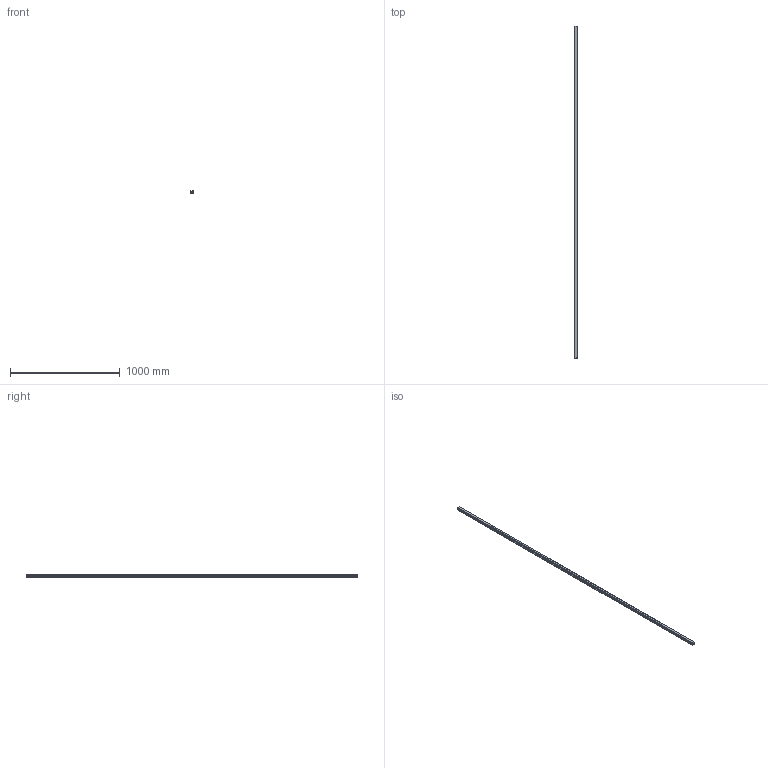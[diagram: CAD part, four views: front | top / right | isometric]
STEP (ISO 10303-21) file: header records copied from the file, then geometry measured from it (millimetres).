
FILE_DESCRIPTION(('STEP AP214'),'1');
FILE_NAME('cctmp_11059D7C-4441-4EEE-96EF-DF589CA5A53F_2021_01_26_14_33_45_0821..stp','2021-01-26T13:33:45',('HIWIN GmbH'),('CADClick - www.CADClick.com'),'Spatial InterOp 3D',' ','unknown authorization');
FILE_SCHEMA(('AUTOMOTIVE_DESIGN'));
Length unit declared in the file: millimetre
Products named in the file (1): HGR30T3020C_FILE
Bounding box: 28 x 3020 x 26 mm (x, y, z)
Volume: 1831890.1 mm3; surface area: 347485.1 mm2
Topology: 1 solids, 1 shells, 267 faces, 707 edges, 408 vertices
Faces by surface type: cylinder 98, plane 93, cone 76
Entity records: 9817 total; most frequent: DIRECTION 1363, CARTESIAN_POINT 1307, ORIENTED_EDGE 1262, EDGE_CURVE 631, AXIS2_PLACEMENT_3D 464, LINE 435, VECTOR 435, VERTEX_POINT 408
